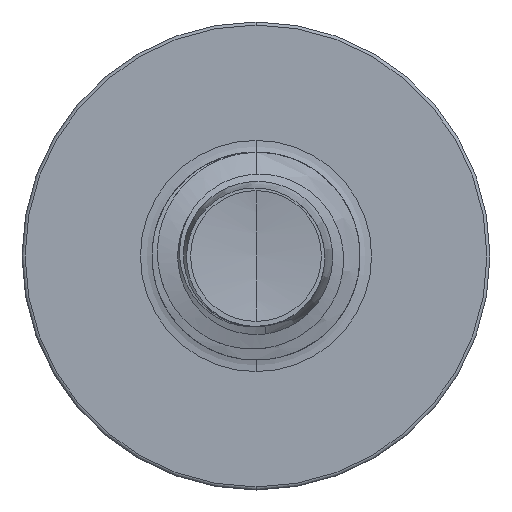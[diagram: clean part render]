
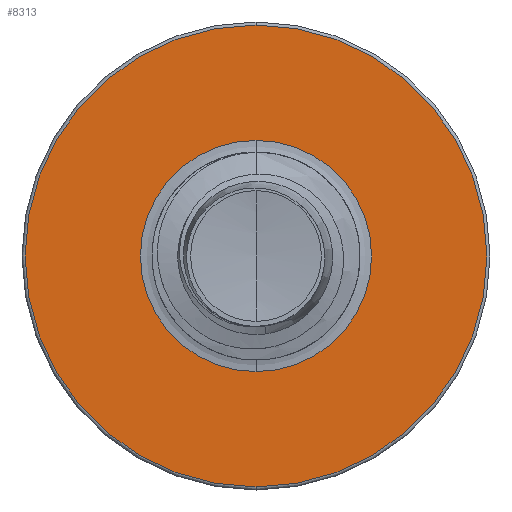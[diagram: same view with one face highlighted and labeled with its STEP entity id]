
A CAD part, front view. The second image highlights one B-rep face of the part: STEP entity #8313.
In plain terms, the highlighted planar face has unit normal (0, -1, 0).
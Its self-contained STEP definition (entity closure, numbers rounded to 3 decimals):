
#300 = ORIENTED_EDGE ( 'NONE', *, *, #14168, .T. ) ;
#1049 = VERTEX_POINT ( 'NONE', #3435 ) ;
#1587 = CIRCLE ( 'NONE', #10869, 1.112 ) ;
#3435 = CARTESIAN_POINT ( 'NONE',  ( 0., 7., -1.112 ) ) ;
#3508 = DIRECTION ( 'NONE',  ( 0., 1., 0. ) ) ;
#4347 = FACE_BOUND ( 'NONE', #14804, .T. ) ;
#4921 = CIRCLE ( 'NONE', #17240, 2.22 ) ;
#4926 = EDGE_CURVE ( 'NONE', #15714, #1049, #6403, .T. ) ;
#6400 = AXIS2_PLACEMENT_3D ( 'NONE', #15178, #3508, #15237 ) ;
#6403 = CIRCLE ( 'NONE', #20803, 1.112 ) ;
#7077 = DIRECTION ( 'NONE',  ( 0., 1., 0. ) ) ;
#8030 = EDGE_CURVE ( 'NONE', #16895, #10782, #4921, .T. ) ;
#8313 = ADVANCED_FACE ( 'NONE', ( #13124, #4347 ), #13848, .F. ) ;
#9569 = CARTESIAN_POINT ( 'NONE',  ( 0., 7., -2.22 ) ) ;
#9590 = AXIS2_PLACEMENT_3D ( 'NONE', #9762, #19943, #11509 ) ;
#9762 = CARTESIAN_POINT ( 'NONE',  ( 0., 7., 0. ) ) ;
#10237 = CARTESIAN_POINT ( 'NONE',  ( 0., 7., 0. ) ) ;
#10782 = VERTEX_POINT ( 'NONE', #9569 ) ;
#10869 = AXIS2_PLACEMENT_3D ( 'NONE', #10237, #20377, #11978 ) ;
#11509 = DIRECTION ( 'NONE',  ( 0., 0., 1. ) ) ;
#11978 = DIRECTION ( 'NONE',  ( 0., 0., 1. ) ) ;
#12319 = CIRCLE ( 'NONE', #9590, 2.22 ) ;
#13124 = FACE_OUTER_BOUND ( 'NONE', #13703, .T. ) ;
#13703 = EDGE_LOOP ( 'NONE', ( #20662, #19833 ) ) ;
#13848 = PLANE ( 'NONE',  #6400 ) ;
#14168 = EDGE_CURVE ( 'NONE', #1049, #15714, #1587, .T. ) ;
#14255 = CARTESIAN_POINT ( 'NONE',  ( 0., 7., 1.112 ) ) ;
#14804 = EDGE_LOOP ( 'NONE', ( #15230, #300 ) ) ;
#14838 = DIRECTION ( 'NONE',  ( 0., 0., 1. ) ) ;
#14853 = DIRECTION ( 'NONE',  ( 0., 1., 0. ) ) ;
#14890 = CARTESIAN_POINT ( 'NONE',  ( 0., 7., 0. ) ) ;
#15178 = CARTESIAN_POINT ( 'NONE',  ( 0., 7., -1.112 ) ) ;
#15230 = ORIENTED_EDGE ( 'NONE', *, *, #4926, .T. ) ;
#15237 = DIRECTION ( 'NONE',  ( 0., 0., 1. ) ) ;
#15714 = VERTEX_POINT ( 'NONE', #14255 ) ;
#16436 = CARTESIAN_POINT ( 'NONE',  ( 0., 7., 0. ) ) ;
#16741 = EDGE_CURVE ( 'NONE', #10782, #16895, #12319, .T. ) ;
#16895 = VERTEX_POINT ( 'NONE', #20072 ) ;
#17240 = AXIS2_PLACEMENT_3D ( 'NONE', #16436, #7077, #17861 ) ;
#17861 = DIRECTION ( 'NONE',  ( 0., 0., 1. ) ) ;
#19833 = ORIENTED_EDGE ( 'NONE', *, *, #16741, .F. ) ;
#19943 = DIRECTION ( 'NONE',  ( 0., 1., 0. ) ) ;
#20072 = CARTESIAN_POINT ( 'NONE',  ( 0., 7., 2.22 ) ) ;
#20377 = DIRECTION ( 'NONE',  ( 0., 1., 0. ) ) ;
#20662 = ORIENTED_EDGE ( 'NONE', *, *, #8030, .F. ) ;
#20803 = AXIS2_PLACEMENT_3D ( 'NONE', #14890, #14853, #14838 ) ;
